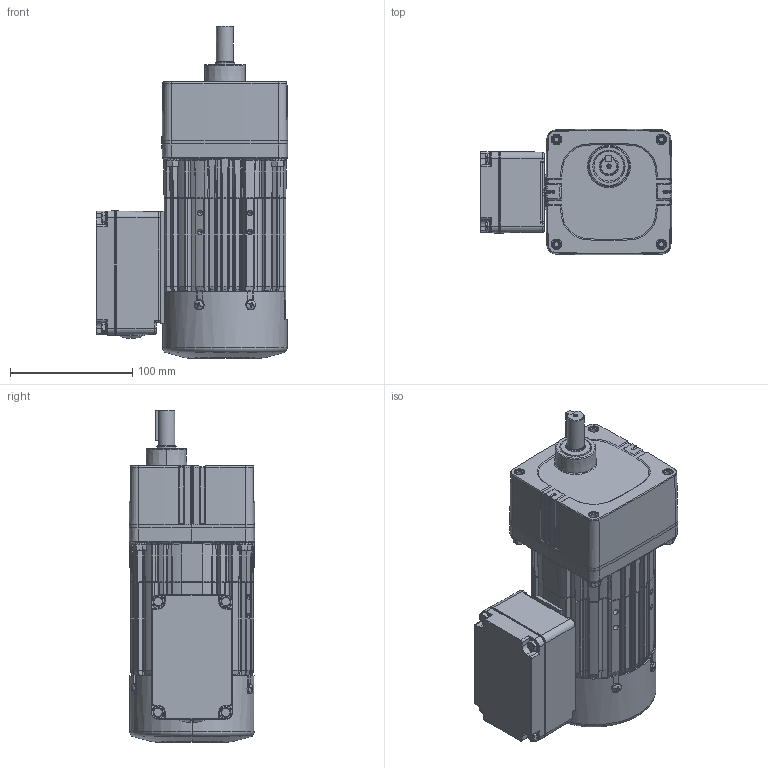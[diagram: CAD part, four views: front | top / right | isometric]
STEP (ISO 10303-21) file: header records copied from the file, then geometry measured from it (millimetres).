
FILE_DESCRIPTION (( 'STEP AP203' ), '1' );
FILE_NAME ('INFM0346.STEP', '2013-06-27T16:33:13', ( 'Admin' ), ( 'Bodine Electric Company' ), 'SwSTEP 2.0', 'SolidWorks 2012', '' );
FILE_SCHEMA (( 'CONFIG_CONTROL_DESIGN' ));
Products named in the file (18): INFM0346; 54100082_54100082 ; 541AA014_54100051; 571aa005_57100019; 51600006_51600006; 571aa014_57100021; 571aa004_57100034; 51600009_51600009; 541AA031_54100003; 526FC001_52601016; 52501004_52501004; 546aa005_54600003; 541AA014_54101015; 338AZ010_338AZ010; 342AZ003_342AZ003; 541aa010_54101155; 328AZ005_328AZ005; 115AZ002_115AZ002
Assembly tree (27 placements, depth 3):
  INFM0346
    115AZ002_115AZ002
    328AZ005_328AZ005
    541aa010_54101155  x2
    342AZ003_342AZ003
    338AZ010_338AZ010
    541AA014_54101015  x4
    546aa005_54600003
    526FC001_52601016
      52501004_52501004
    541AA031_54100003  x4
    51600009_51600009
    571aa014_57100021
      571aa004_57100034
    51600006_51600006
    571aa005_57100019
    541AA014_54100051  x4
    54100082_54100082 
Bounding box: 157.02 x 102.94 x 271.57 mm (x, y, z)
Volume: 1404232.6 mm3; surface area: 305928.1 mm2
Topology: 27 solids, 30 shells, 3186 faces, 7838 edges, 4719 vertices
Faces by surface type: plane 1021, cylinder 734, bspline 698, cone 413, torus 270, sphere 50
Entity records: 98324 total; most frequent: CARTESIAN_POINT 38065, ORIENTED_EDGE 12936, DIRECTION 11419, EDGE_CURVE 6468, AXIS2_PLACEMENT_3D 4712, VERTEX_POINT 3929, EDGE_LOOP 2811, CIRCLE 2714
